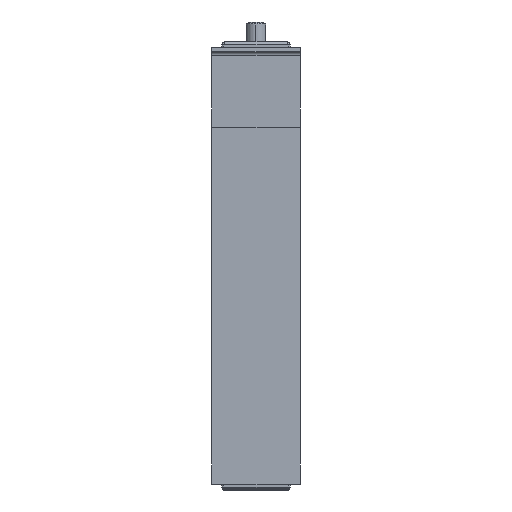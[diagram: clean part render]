
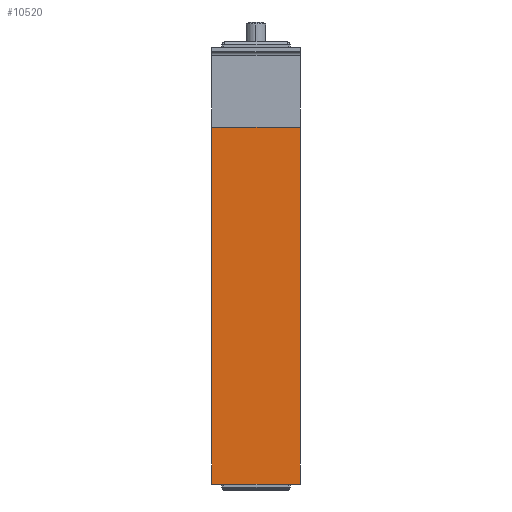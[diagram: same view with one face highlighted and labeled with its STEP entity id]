
A CAD part, left-side view. The second image highlights one B-rep face of the part: STEP entity #10520.
In plain terms, the highlighted planar face has unit normal (-1, 0, 0).
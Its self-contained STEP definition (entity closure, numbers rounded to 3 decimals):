
#262 = LINE ( 'NONE', #7874, #22391 ) ;
#333 = CARTESIAN_POINT ( 'NONE',  ( -219., -22.2, -40. ) ) ;
#428 = DIRECTION ( 'NONE',  ( 0., -1., 0. ) ) ;
#503 = ORIENTED_EDGE ( 'NONE', *, *, #7054, .T. ) ;
#960 = ORIENTED_EDGE ( 'NONE', *, *, #21952, .T. ) ;
#1156 = PLANE ( 'NONE',  #4706 ) ;
#1264 = CARTESIAN_POINT ( 'NONE',  ( -219., 22.2, -40. ) ) ;
#3884 = VERTEX_POINT ( 'NONE', #7953 ) ;
#3927 = LINE ( 'NONE', #17507, #12988 ) ;
#4527 = CARTESIAN_POINT ( 'NONE',  ( -219., -22.2, -220. ) ) ;
#4706 = AXIS2_PLACEMENT_3D ( 'NONE', #4527, #10137, #21573 ) ;
#4742 = VERTEX_POINT ( 'NONE', #6454 ) ;
#6454 = CARTESIAN_POINT ( 'NONE',  ( -219., -22.2, -220. ) ) ;
#7054 = EDGE_CURVE ( 'NONE', #19417, #18494, #17606, .T. ) ;
#7387 = ORIENTED_EDGE ( 'NONE', *, *, #18888, .F. ) ;
#7874 = CARTESIAN_POINT ( 'NONE',  ( -219., 22.2, -220. ) ) ;
#7953 = CARTESIAN_POINT ( 'NONE',  ( -219., 22.2, -220. ) ) ;
#8879 = EDGE_CURVE ( 'NONE', #4742, #19417, #20843, .T. ) ;
#9435 = ORIENTED_EDGE ( 'NONE', *, *, #8879, .T. ) ;
#10137 = DIRECTION ( 'NONE',  ( -1., 0., 0. ) ) ;
#10520 = ADVANCED_FACE ( 'NONE', ( #21937 ), #1156, .T. ) ;
#11874 = DIRECTION ( 'NONE',  ( 0., 1., 0. ) ) ;
#12988 = VECTOR ( 'NONE', #428, 1000. ) ;
#15080 = VECTOR ( 'NONE', #20364, 1000. ) ;
#17507 = CARTESIAN_POINT ( 'NONE',  ( -219., -22.2, -220. ) ) ;
#17606 = LINE ( 'NONE', #20940, #24040 ) ;
#18494 = VERTEX_POINT ( 'NONE', #1264 ) ;
#18888 = EDGE_CURVE ( 'NONE', #3884, #18494, #262, .T. ) ;
#19417 = VERTEX_POINT ( 'NONE', #333 ) ;
#20364 = DIRECTION ( 'NONE',  ( 0., 0., 1. ) ) ;
#20843 = LINE ( 'NONE', #24085, #15080 ) ;
#20940 = CARTESIAN_POINT ( 'NONE',  ( -219., -22.2, -40. ) ) ;
#21486 = EDGE_LOOP ( 'NONE', ( #9435, #503, #7387, #960 ) ) ;
#21573 = DIRECTION ( 'NONE',  ( 0., 0., 1. ) ) ;
#21937 = FACE_OUTER_BOUND ( 'NONE', #21486, .T. ) ;
#21952 = EDGE_CURVE ( 'NONE', #3884, #4742, #3927, .T. ) ;
#22391 = VECTOR ( 'NONE', #23050, 1000. ) ;
#23050 = DIRECTION ( 'NONE',  ( 0., 0., 1. ) ) ;
#24040 = VECTOR ( 'NONE', #11874, 1000. ) ;
#24085 = CARTESIAN_POINT ( 'NONE',  ( -219., -22.2, -220. ) ) ;
